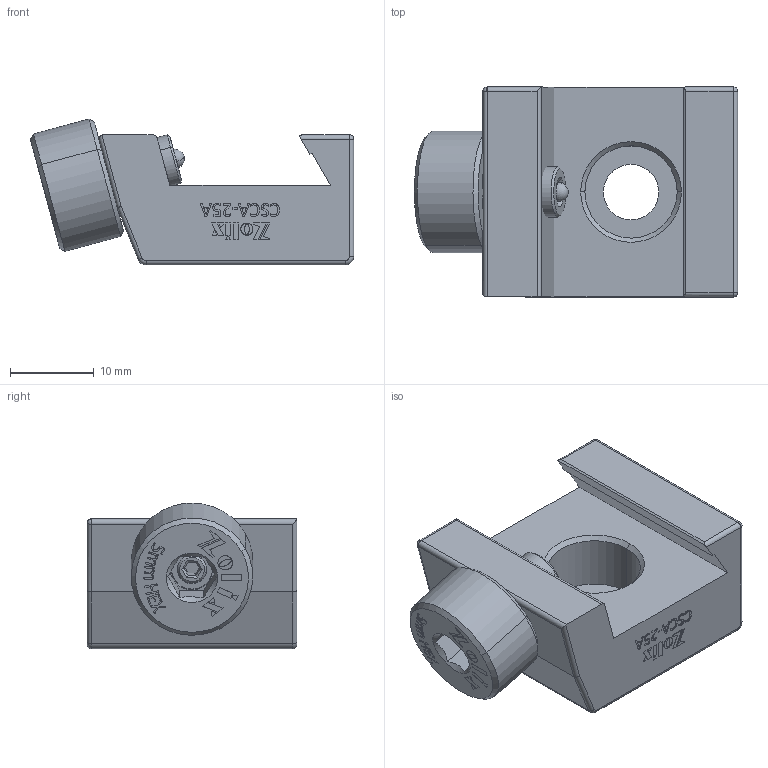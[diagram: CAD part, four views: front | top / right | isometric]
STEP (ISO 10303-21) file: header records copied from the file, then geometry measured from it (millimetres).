
FILE_DESCRIPTION (( 'STEP AP214' ), '1' );
FILE_NAME ('CSCA-25A.STEP', '2025-09-12T03:08:57', ( '' ), ( '' ), 'SwSTEP 2.0', 'SolidWorks 2020', '' );
FILE_SCHEMA (( 'AUTOMOTIVE_DESIGN' ));
Length unit declared in the file: millimetre
Products named in the file (1): CSCA-25A
Bounding box: 38.51 x 25 x 17.39 mm (x, y, z)
Volume: 8706.2 mm3; surface area: 4656.2 mm2
Topology: 5 solids, 5 shells, 722 faces, 1956 edges, 1285 vertices
Faces by surface type: plane 484, bspline 142, cylinder 64, cone 20, sphere 6, torus 6
Entity records: 31360 total; most frequent: CARTESIAN_POINT 12521, ORIENTED_EDGE 3900, DIRECTION 2885, EDGE_CURVE 1950, LINE 1495, VECTOR 1495, VERTEX_POINT 1284, EDGE_LOOP 774
